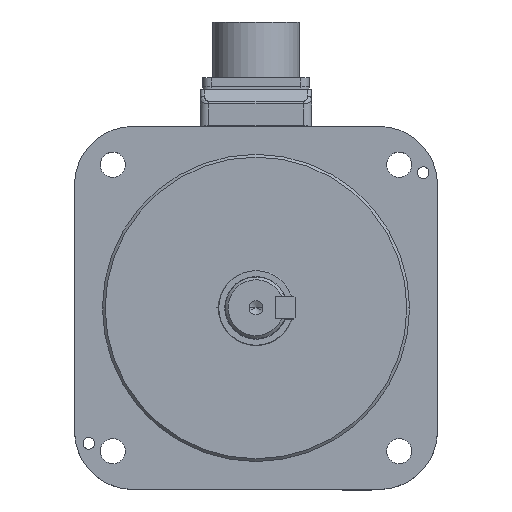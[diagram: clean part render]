
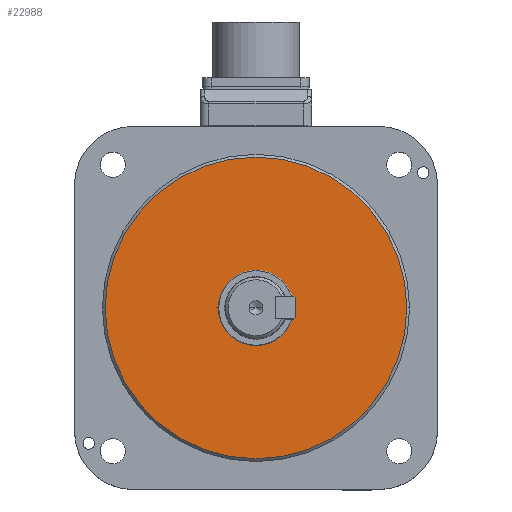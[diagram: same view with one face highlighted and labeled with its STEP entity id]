
A CAD part, top view. The second image highlights one B-rep face of the part: STEP entity #22988.
In plain terms, the highlighted planar face has unit normal (0, 0, 1).
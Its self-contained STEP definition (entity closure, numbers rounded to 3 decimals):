
#21798=CARTESIAN_POINT('',(0.,0.,4.));
#21799=DIRECTION('',(0.,0.,-1.));
#21800=DIRECTION('',(1.,0.,0.));
#21801=AXIS2_PLACEMENT_3D('',#21798,#21799,#21800);
#21803=CARTESIAN_POINT('',(0.,0.,4.));
#21804=DIRECTION('',(0.,0.,-1.));
#21805=DIRECTION('',(-1.,0.,0.));
#21806=AXIS2_PLACEMENT_3D('',#21803,#21804,#21805);
#22077=CARTESIAN_POINT('',(-54.,0.,4.));
#22078=CARTESIAN_POINT('',(54.,0.,4.));
#22079=VERTEX_POINT('',#22077);
#22080=VERTEX_POINT('',#22078);
#22978=CARTESIAN_POINT('',(0.,0.,4.));
#22979=DIRECTION('',(0.,0.,1.));
#22980=DIRECTION('',(1.,0.,0.));
#22981=AXIS2_PLACEMENT_3D('',#22978,#22979,#22980);
#22982=PLANE('',#22981);
#22984=ORIENTED_EDGE('',*,*,#22983,.T.);
#22985=ORIENTED_EDGE('',*,*,#22968,.T.);
#22986=EDGE_LOOP('',(#22984,#22985));
#22987=FACE_OUTER_BOUND('',#22986,.F.);
#22988=ADVANCED_FACE('',(#22987),#22982,.T.);
#21802=CIRCLE('',#21801,54.);
#21807=CIRCLE('',#21806,54.);
#22968=EDGE_CURVE('',#22079,#22080,#21807,.T.);
#22983=EDGE_CURVE('',#22080,#22079,#21802,.T.);
